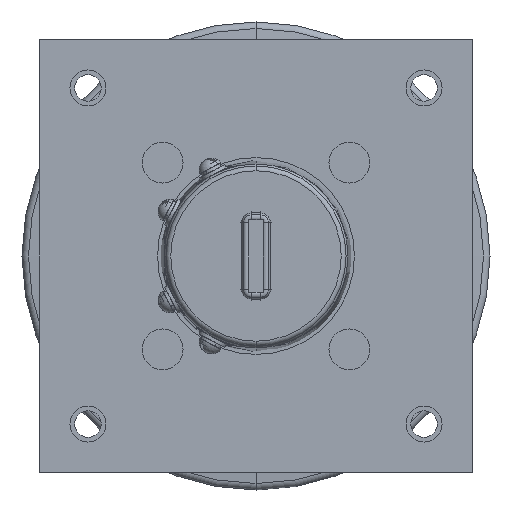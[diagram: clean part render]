
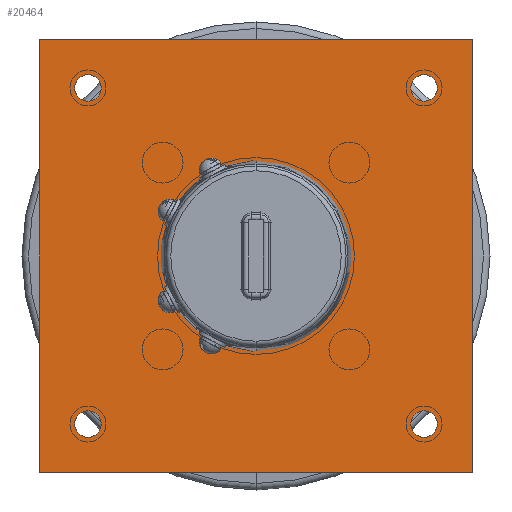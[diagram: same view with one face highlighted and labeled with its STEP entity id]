
A CAD part, front view. The second image highlights one B-rep face of the part: STEP entity #20464.
In plain terms, the highlighted planar face has unit normal (0, -1, 0).
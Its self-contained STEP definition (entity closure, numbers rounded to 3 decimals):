
#983 = PLANE ( 'NONE',  #19989 ) ;
#986 = CARTESIAN_POINT ( 'NONE',  ( 110., -109.998, -90. ) ) ;
#987 = DIRECTION ( 'NONE',  ( 0., -1., 0. ) ) ;
#1012 = DIRECTION ( 'NONE',  ( 0., 0., -1. ) ) ;
#1780 = EDGE_CURVE ( 'NONE', #5057, #5086, #3131, .T. ) ;
#1782 = EDGE_CURVE ( 'NONE', #5098, #5095, #3132, .T. ) ;
#1784 = EDGE_CURVE ( 'NONE', #5097, #5098, #3136, .T. ) ;
#1785 = EDGE_CURVE ( 'NONE', #5103, #5074, #3153, .T. ) ;
#1787 = EDGE_CURVE ( 'NONE', #5091, #5093, #3162, .T. ) ;
#1799 = EDGE_CURVE ( 'NONE', #5095, #5087, #3210, .T. ) ;
#1800 = EDGE_CURVE ( 'NONE', #5076, #5080, #3172, .T. ) ;
#1807 = EDGE_CURVE ( 'NONE', #5080, #5076, #3175, .T. ) ;
#1819 = EDGE_CURVE ( 'NONE', #5093, #5091, #3201, .T. ) ;
#1821 = EDGE_CURVE ( 'NONE', #5087, #5097, #3202, .T. ) ;
#1828 = EDGE_CURVE ( 'NONE', #5072, #5078, #3248, .T. ) ;
#1829 = EDGE_CURVE ( 'NONE', #5078, #5072, #3249, .T. ) ;
#1867 = EDGE_CURVE ( 'NONE', #5074, #5103, #3292, .T. ) ;
#1885 = EDGE_CURVE ( 'NONE', #5086, #5057, #3317, .T. ) ;
#3125 = VECTOR ( 'NONE', #14375, 1000. ) ;
#3131 = CIRCLE ( 'NONE', #10307, 5.5 ) ;
#3132 = LINE ( 'NONE', #14323, #3125 ) ;
#3136 = LINE ( 'NONE', #14314, #3140 ) ;
#3140 = VECTOR ( 'NONE', #14348, 1000. ) ;
#3153 = CIRCLE ( 'NONE', #10323, 5.5 ) ;
#3162 = CIRCLE ( 'NONE', #10265, 5.5 ) ;
#3172 = CIRCLE ( 'NONE', #10331, 5.5 ) ;
#3175 = CIRCLE ( 'NONE', #10319, 5.5 ) ;
#3201 = CIRCLE ( 'NONE', #10297, 5.5 ) ;
#3202 = LINE ( 'NONE', #12925, #3205 ) ;
#3205 = VECTOR ( 'NONE', #12929, 1000. ) ;
#3210 = LINE ( 'NONE', #14318, #3211 ) ;
#3211 = VECTOR ( 'NONE', #14415, 1000. ) ;
#3248 = CIRCLE ( 'NONE', #10337, 38.5 ) ;
#3249 = CIRCLE ( 'NONE', #10302, 38.5 ) ;
#3292 = CIRCLE ( 'NONE', #10304, 5.5 ) ;
#3317 = CIRCLE ( 'NONE', #10363, 5.5 ) ;
#5057 = VERTEX_POINT ( 'NONE', #6397 ) ;
#5072 = VERTEX_POINT ( 'NONE', #6399 ) ;
#5074 = VERTEX_POINT ( 'NONE', #6347 ) ;
#5076 = VERTEX_POINT ( 'NONE', #6367 ) ;
#5078 = VERTEX_POINT ( 'NONE', #6360 ) ;
#5080 = VERTEX_POINT ( 'NONE', #6345 ) ;
#5086 = VERTEX_POINT ( 'NONE', #6382 ) ;
#5087 = VERTEX_POINT ( 'NONE', #6341 ) ;
#5091 = VERTEX_POINT ( 'NONE', #6409 ) ;
#5093 = VERTEX_POINT ( 'NONE', #6424 ) ;
#5095 = VERTEX_POINT ( 'NONE', #6368 ) ;
#5097 = VERTEX_POINT ( 'NONE', #6353 ) ;
#5098 = VERTEX_POINT ( 'NONE', #6342 ) ;
#5103 = VERTEX_POINT ( 'NONE', #6376 ) ;
#6341 = CARTESIAN_POINT ( 'NONE',  ( 110., -109.998, -90. ) ) ;
#6342 = CARTESIAN_POINT ( 'NONE',  ( -70., -109.998, 90. ) ) ;
#6345 = CARTESIAN_POINT ( 'NONE',  ( -50., -109.998, 64.5 ) ) ;
#6347 = CARTESIAN_POINT ( 'NONE',  ( 90., -109.998, -75.5 ) ) ;
#6353 = CARTESIAN_POINT ( 'NONE',  ( -70., -109.998, -90. ) ) ;
#6360 = CARTESIAN_POINT ( 'NONE',  ( 20., -109.998, 38.5 ) ) ;
#6367 = CARTESIAN_POINT ( 'NONE',  ( -50., -109.998, 75.5 ) ) ;
#6368 = CARTESIAN_POINT ( 'NONE',  ( 110., -109.998, 90. ) ) ;
#6376 = CARTESIAN_POINT ( 'NONE',  ( 90., -109.998, -64.5 ) ) ;
#6382 = CARTESIAN_POINT ( 'NONE',  ( -50., -109.998, -75.5 ) ) ;
#6397 = CARTESIAN_POINT ( 'NONE',  ( -50., -109.998, -64.5 ) ) ;
#6399 = CARTESIAN_POINT ( 'NONE',  ( 20., -109.998, -38.5 ) ) ;
#6409 = CARTESIAN_POINT ( 'NONE',  ( 90., -109.998, 75.5 ) ) ;
#6424 = CARTESIAN_POINT ( 'NONE',  ( 90., -109.998, 64.5 ) ) ;
#10265 = AXIS2_PLACEMENT_3D ( 'NONE', #14358, #14363, #14338 ) ;
#10297 = AXIS2_PLACEMENT_3D ( 'NONE', #12912, #12903, #12913 ) ;
#10302 = AXIS2_PLACEMENT_3D ( 'NONE', #12951, #12950, #12962 ) ;
#10304 = AXIS2_PLACEMENT_3D ( 'NONE', #13046, #13063, #13072 ) ;
#10307 = AXIS2_PLACEMENT_3D ( 'NONE', #14326, #14336, #14364 ) ;
#10319 = AXIS2_PLACEMENT_3D ( 'NONE', #14381, #14385, #14406 ) ;
#10323 = AXIS2_PLACEMENT_3D ( 'NONE', #14340, #14321, #14342 ) ;
#10331 = AXIS2_PLACEMENT_3D ( 'NONE', #14408, #14397, #14416 ) ;
#10337 = AXIS2_PLACEMENT_3D ( 'NONE', #12965, #12933, #12946 ) ;
#10363 = AXIS2_PLACEMENT_3D ( 'NONE', #13106, #13142, #13108 ) ;
#12903 = DIRECTION ( 'NONE',  ( 0., 1., 0. ) ) ;
#12912 = CARTESIAN_POINT ( 'NONE',  ( 90., -109.998, 70. ) ) ;
#12913 = DIRECTION ( 'NONE',  ( 0., 0., -1. ) ) ;
#12925 = CARTESIAN_POINT ( 'NONE',  ( -70., -109.998, -90. ) ) ;
#12929 = DIRECTION ( 'NONE',  ( -1., 0., 0. ) ) ;
#12933 = DIRECTION ( 'NONE',  ( 0., 1., 0. ) ) ;
#12946 = DIRECTION ( 'NONE',  ( 0., 0., -1. ) ) ;
#12950 = DIRECTION ( 'NONE',  ( 0., 1., 0. ) ) ;
#12951 = CARTESIAN_POINT ( 'NONE',  ( 20., -109.998, 0. ) ) ;
#12962 = DIRECTION ( 'NONE',  ( 0., 0., -1. ) ) ;
#12965 = CARTESIAN_POINT ( 'NONE',  ( 20., -109.998, 0. ) ) ;
#13046 = CARTESIAN_POINT ( 'NONE',  ( 90., -109.998, -70. ) ) ;
#13063 = DIRECTION ( 'NONE',  ( 0., 1., 0. ) ) ;
#13072 = DIRECTION ( 'NONE',  ( 0., 0., -1. ) ) ;
#13106 = CARTESIAN_POINT ( 'NONE',  ( -50., -109.998, -70. ) ) ;
#13108 = DIRECTION ( 'NONE',  ( 0., 0., -1. ) ) ;
#13142 = DIRECTION ( 'NONE',  ( 0., 1., 0. ) ) ;
#14314 = CARTESIAN_POINT ( 'NONE',  ( -70., -109.998, 90. ) ) ;
#14318 = CARTESIAN_POINT ( 'NONE',  ( 110., -109.998, 90. ) ) ;
#14321 = DIRECTION ( 'NONE',  ( 0., 1., 0. ) ) ;
#14323 = CARTESIAN_POINT ( 'NONE',  ( -70., -109.998, 90. ) ) ;
#14326 = CARTESIAN_POINT ( 'NONE',  ( -50., -109.998, -70. ) ) ;
#14336 = DIRECTION ( 'NONE',  ( 0., 1., 0. ) ) ;
#14338 = DIRECTION ( 'NONE',  ( 0., 0., -1. ) ) ;
#14340 = CARTESIAN_POINT ( 'NONE',  ( 90., -109.998, -70. ) ) ;
#14342 = DIRECTION ( 'NONE',  ( 0., 0., -1. ) ) ;
#14348 = DIRECTION ( 'NONE',  ( 0., 0., 1. ) ) ;
#14358 = CARTESIAN_POINT ( 'NONE',  ( 90., -109.998, 70. ) ) ;
#14363 = DIRECTION ( 'NONE',  ( 0., 1., 0. ) ) ;
#14364 = DIRECTION ( 'NONE',  ( 0., 0., -1. ) ) ;
#14375 = DIRECTION ( 'NONE',  ( 1., 0., 0. ) ) ;
#14381 = CARTESIAN_POINT ( 'NONE',  ( -50., -109.998, 70. ) ) ;
#14385 = DIRECTION ( 'NONE',  ( 0., 1., 0. ) ) ;
#14397 = DIRECTION ( 'NONE',  ( 0., 1., 0. ) ) ;
#14406 = DIRECTION ( 'NONE',  ( 0., 0., -1. ) ) ;
#14408 = CARTESIAN_POINT ( 'NONE',  ( -50., -109.998, 70. ) ) ;
#14415 = DIRECTION ( 'NONE',  ( 0., 0., -1. ) ) ;
#14416 = DIRECTION ( 'NONE',  ( 0., 0., -1. ) ) ;
#17845 = ORIENTED_EDGE ( 'NONE', *, *, #1782, .F. ) ;
#17848 = ORIENTED_EDGE ( 'NONE', *, *, #1807, .T. ) ;
#17850 = ORIENTED_EDGE ( 'NONE', *, *, #1819, .T. ) ;
#17854 = ORIENTED_EDGE ( 'NONE', *, *, #1785, .T. ) ;
#17859 = ORIENTED_EDGE ( 'NONE', *, *, #1885, .T. ) ;
#17869 = ORIENTED_EDGE ( 'NONE', *, *, #1784, .F. ) ;
#17872 = ORIENTED_EDGE ( 'NONE', *, *, #1829, .T. ) ;
#17888 = ORIENTED_EDGE ( 'NONE', *, *, #1828, .T. ) ;
#17889 = ORIENTED_EDGE ( 'NONE', *, *, #1800, .T. ) ;
#17892 = ORIENTED_EDGE ( 'NONE', *, *, #1799, .F. ) ;
#17894 = ORIENTED_EDGE ( 'NONE', *, *, #1787, .T. ) ;
#17902 = ORIENTED_EDGE ( 'NONE', *, *, #1867, .T. ) ;
#17904 = ORIENTED_EDGE ( 'NONE', *, *, #1821, .F. ) ;
#17937 = ORIENTED_EDGE ( 'NONE', *, *, #1780, .T. ) ;
#19989 = AXIS2_PLACEMENT_3D ( 'NONE', #986, #987, #1012 ) ;
#20464 = ADVANCED_FACE ( 'NONE', ( #23356, #23360, #23373, #23369, #23370, #23366 ), #983, .T. ) ;
#23356 = FACE_BOUND ( 'NONE', #23985, .T. ) ;
#23360 = FACE_BOUND ( 'NONE', #23961, .T. ) ;
#23366 = FACE_OUTER_BOUND ( 'NONE', #23991, .T. ) ;
#23369 = FACE_BOUND ( 'NONE', #24027, .T. ) ;
#23370 = FACE_BOUND ( 'NONE', #23990, .T. ) ;
#23373 = FACE_BOUND ( 'NONE', #23976, .T. ) ;
#23961 = EDGE_LOOP ( 'NONE', ( #17894, #17850 ) ) ;
#23976 = EDGE_LOOP ( 'NONE', ( #17889, #17848 ) ) ;
#23985 = EDGE_LOOP ( 'NONE', ( #17854, #17902 ) ) ;
#23990 = EDGE_LOOP ( 'NONE', ( #17872, #17888 ) ) ;
#23991 = EDGE_LOOP ( 'NONE', ( #17892, #17845, #17869, #17904 ) ) ;
#24027 = EDGE_LOOP ( 'NONE', ( #17937, #17859 ) ) ;
